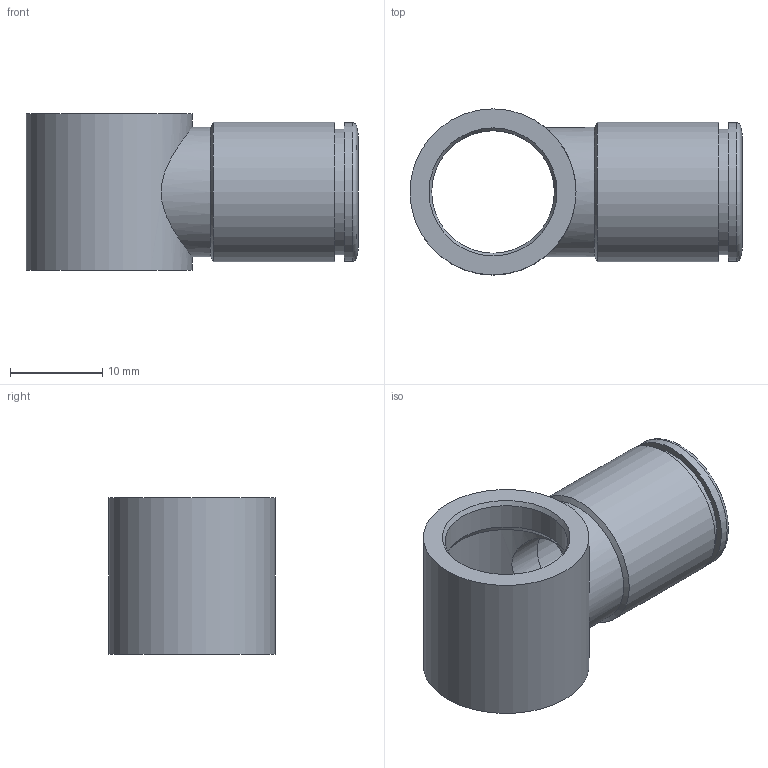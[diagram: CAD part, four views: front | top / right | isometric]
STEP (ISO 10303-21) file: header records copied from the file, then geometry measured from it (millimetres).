
FILE_DESCRIPTION(( 'RV.13.10.14.STP' ), '1');
FILE_NAME( 'RV.13.10.14.STP', '2018-10-09T16:24:33',( 'Sopra'),('sopra-pneumatic.com'), 'SwSTEP 2.0','SolidWorks 2009','' );
FILE_SCHEMA (('AUTOMOTIVE_DESIGN { 1 0 10303 214 1 1 1 1 }'));
Length unit declared in the file: millimetre
Products named in the file (3): Root; DR10-N; R201210-i1
Assembly tree (2 placements, depth 2):
  Root
    DR10-N
    R201210-i1
Bounding box: 36 x 18 x 17 mm (x, y, z)
Volume: 3122.8 mm3; surface area: 4109.6 mm2
Topology: 2 solids, 2 shells, 35 faces, 75 edges, 45 vertices
Faces by surface type: cylinder 14, cone 13, plane 7, torus 1
Full cylindrical faces by diameter (mm): 9 x1, 10.2 x2, 12.3 x1, 13 x1, 13.3 x2, 13.6 x1, 13.7 x1, 14 x2, 15 x1, 15.1 x1, 18 x1
Entity records: 2495 total; most frequent: CARTESIAN_POINT 1468, DIRECTION 146, PRESENTATION_STYLE_ASSIGNMENT 74, COLOUR_RGB 74, AXIS2_PLACEMENT_3D 73, DRAUGHTING_PRE_DEFINED_CURVE_FONT 72, CURVE_STYLE 72, OVER_RIDING_STYLED_ITEM 72
